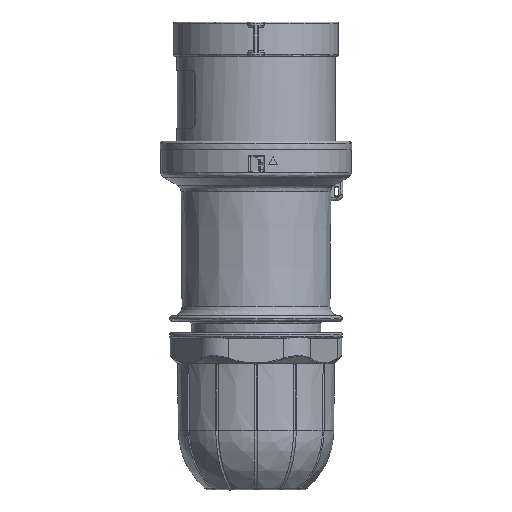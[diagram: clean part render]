
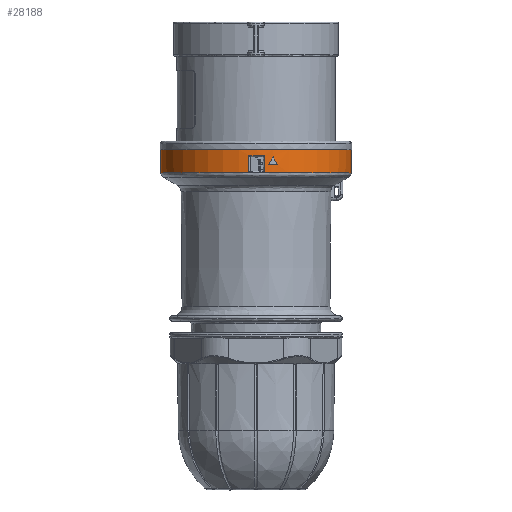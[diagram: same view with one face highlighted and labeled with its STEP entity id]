
A CAD part, front view. The second image highlights one B-rep face of the part: STEP entity #28188.
In plain terms, the highlighted conical face has half-angle 1 degrees and reference radius 36.5 mm.
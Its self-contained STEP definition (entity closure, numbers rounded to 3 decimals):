
#344 = ORIENTED_EDGE ( 'NONE', *, *, #111613, .T. ) ;
#3528 = CARTESIAN_POINT ( 'NONE',  ( 3.245, -36.201, -8.809 ) ) ;
#3612 = ORIENTED_EDGE ( 'NONE', *, *, #28779, .F. ) ;
#3631 = FACE_BOUND ( 'NONE', #88165, .T. ) ;
#3659 = CARTESIAN_POINT ( 'NONE',  ( 8.232, -35.456, -5.8 ) ) ;
#6774 = ORIENTED_EDGE ( 'NONE', *, *, #117260, .F. ) ;
#7226 = LINE ( 'NONE', #185424, #108265 ) ;
#8908 = CARTESIAN_POINT ( 'NONE',  ( 6.5, -35.867, -2.8 ) ) ;
#10142 =( BOUNDED_CURVE ( )  B_SPLINE_CURVE ( 3, ( #27993, #13498, #128986, #184927 ),
 .UNSPECIFIED., .F., .T. ) 
 B_SPLINE_CURVE_WITH_KNOTS ( ( 4, 4 ),
 ( 4.814, 4.862 ),
 .UNSPECIFIED. ) 
 CURVE ( )  GEOMETRIC_REPRESENTATION_ITEM ( )  RATIONAL_B_SPLINE_CURVE ( ( 1., 1., 1., 1. ) ) 
 REPRESENTATION_ITEM ( '' )  );
#13498 = CARTESIAN_POINT ( 'NONE',  ( 5.347, -36.026, -4.797 ) ) ;
#13637 = VERTEX_POINT ( 'NONE', #93956 ) ;
#14367 = CARTESIAN_POINT ( 'NONE',  ( 0., 0., -8.809 ) ) ;
#16120 = AXIS2_PLACEMENT_3D ( 'NONE', #14367, #143698, #141846 ) ;
#18494 = CARTESIAN_POINT ( 'NONE',  ( -2.738, -36.281, -6.642 ) ) ;
#23205 = AXIS2_PLACEMENT_3D ( 'NONE', #108381, #137282, #151751 ) ;
#23684 = LINE ( 'NONE', #164144, #171886 ) ;
#27993 = CARTESIAN_POINT ( 'NONE',  ( 4.768, -36.085, -5.8 ) ) ;
#28188 = ADVANCED_FACE ( 'NONE', ( #118191, #3631, #151964 ), #97742, .T. ) ;
#28779 = EDGE_CURVE ( 'NONE', #130564, #61740, #91022, .T. ) ;
#29398 = ORIENTED_EDGE ( 'NONE', *, *, #111055, .T. ) ;
#29751 = DIRECTION ( 'NONE',  ( 0., 0., -1. ) ) ;
#38469 = DIRECTION ( 'NONE',  ( -1., 0., 0. ) ) ;
#39454 = CARTESIAN_POINT ( 'NONE',  ( -2.738, -36.357, -2.309 ) ) ;
#42360 = CARTESIAN_POINT ( 'NONE',  ( 0., 0., 0. ) ) ;
#47412 = ORIENTED_EDGE ( 'NONE', *, *, #183221, .F. ) ;
#49449 = VERTEX_POINT ( 'NONE', #76155 ) ;
#52990 = CARTESIAN_POINT ( 'NONE',  ( 36.5, 0., 0. ) ) ;
#54749 = CARTESIAN_POINT ( 'NONE',  ( 3.245, -36.201, -8.809 ) ) ;
#55530 = DIRECTION ( 'NONE',  ( 0., 0., 1. ) ) ;
#58816 = EDGE_LOOP ( 'NONE', ( #6774, #47412, #129677, #3612 ) ) ;
#61077 = CARTESIAN_POINT ( 'NONE',  ( -2.738, -36.319, -4.475 ) ) ;
#61455 = EDGE_CURVE ( 'NONE', #70888, #184662, #180366, .T. ) ;
#61740 = VERTEX_POINT ( 'NONE', #39454 ) ;
#62324 = EDGE_CURVE ( 'NONE', #96132, #49449, #65519, .T. ) ;
#63575 = CARTESIAN_POINT ( 'NONE',  ( -2.738, -36.357, -2.309 ) ) ;
#65519 = CIRCLE ( 'NONE', #23205, 36.345 ) ;
#65785 = ORIENTED_EDGE ( 'NONE', *, *, #82635, .F. ) ;
#65813 = AXIS2_PLACEMENT_3D ( 'NONE', #42360, #55530, #101336 ) ;
#69741 = CARTESIAN_POINT ( 'NONE',  ( 3.245, -36.277, -4.475 ) ) ;
#70888 = VERTEX_POINT ( 'NONE', #122622 ) ;
#76052 = B_SPLINE_CURVE_WITH_KNOTS ( 'NONE', 3,
 ( #63575, #61077, #18494, #78009 ),
 .UNSPECIFIED., .F., .F.,
 ( 4, 4 ),
 ( 0., 1. ),
 .UNSPECIFIED. ) ;
#76155 = CARTESIAN_POINT ( 'NONE',  ( 36.345, 0., -8.869 ) ) ;
#77932 = ORIENTED_EDGE ( 'NONE', *, *, #167505, .T. ) ;
#78009 = CARTESIAN_POINT ( 'NONE',  ( -2.738, -36.243, -8.809 ) ) ;
#79937 = DIRECTION ( 'NONE',  ( 0.017, 0., 1. ) ) ;
#82635 = EDGE_CURVE ( 'NONE', #96132, #70888, #7226, .T. ) ;
#88165 = EDGE_LOOP ( 'NONE', ( #77932, #344, #139377 ) ) ;
#90282 = CARTESIAN_POINT ( 'NONE',  ( 0., 0., 0. ) ) ;
#90381 = DIRECTION ( 'NONE',  ( -0.017, 0., 1. ) ) ;
#91022 = CIRCLE ( 'NONE', #162147, 36.46 ) ;
#92787 = DIRECTION ( 'NONE',  ( 0., 0., 1. ) ) ;
#93956 = CARTESIAN_POINT ( 'NONE',  ( 6.5, -35.867, -2.8 ) ) ;
#96127 = CARTESIAN_POINT ( 'NONE',  ( 3.244, -36.315, -2.309 ) ) ;
#96132 = VERTEX_POINT ( 'NONE', #182453 ) ;
#97742 = CONICAL_SURFACE ( 'NONE', #65813, 36.5, 0.017 ) ;
#97800 = EDGE_CURVE ( 'NONE', #175457, #143070, #140055, .T. ) ;
#101336 = DIRECTION ( 'NONE',  ( 1., 0., 0. ) ) ;
#104477 = EDGE_CURVE ( 'NONE', #61740, #140524, #76052, .T. ) ;
#108265 = VECTOR ( 'NONE', #90381, 1000. ) ;
#108381 = CARTESIAN_POINT ( 'NONE',  ( 0., 0., -8.869 ) ) ;
#109962 = VERTEX_POINT ( 'NONE', #3528 ) ;
#111055 = EDGE_CURVE ( 'NONE', #49449, #184662, #23684, .T. ) ;
#111613 = EDGE_CURVE ( 'NONE', #13637, #175457, #123470, .T. ) ;
#117260 = EDGE_CURVE ( 'NONE', #109962, #130564, #152922, .T. ) ;
#118191 = FACE_OUTER_BOUND ( 'NONE', #130380, .T. ) ;
#119890 = DIRECTION ( 'NONE',  ( 1., 0., 0. ) ) ;
#121492 = CIRCLE ( 'NONE', #16120, 36.346 ) ;
#122622 = CARTESIAN_POINT ( 'NONE',  ( -36.5, 0., 0. ) ) ;
#123470 =( BOUNDED_CURVE ( )  B_SPLINE_CURVE ( 3, ( #8908, #167099, #126258, #126884 ),
 .UNSPECIFIED., .F., .F. ) 
 B_SPLINE_CURVE_WITH_KNOTS ( ( 4, 4 ),
 ( 1.78, 1.828 ),
 .UNSPECIFIED. ) 
 CURVE ( )  GEOMETRIC_REPRESENTATION_ITEM ( )  RATIONAL_B_SPLINE_CURVE ( ( 1., 1., 1., 1. ) ) 
 REPRESENTATION_ITEM ( '' )  );
#124484 = CARTESIAN_POINT ( 'NONE',  ( 0., 0., -2.309 ) ) ;
#126258 = CARTESIAN_POINT ( 'NONE',  ( 7.658, -35.607, -4.806 ) ) ;
#126884 = CARTESIAN_POINT ( 'NONE',  ( 8.232, -35.456, -5.8 ) ) ;
#128986 = CARTESIAN_POINT ( 'NONE',  ( 5.924, -35.954, -3.797 ) ) ;
#129457 = CARTESIAN_POINT ( 'NONE',  ( 3.245, -36.239, -6.642 ) ) ;
#129677 = ORIENTED_EDGE ( 'NONE', *, *, #104477, .F. ) ;
#130380 = EDGE_LOOP ( 'NONE', ( #65785, #154684, #29398, #135322 ) ) ;
#130564 = VERTEX_POINT ( 'NONE', #96127 ) ;
#135322 = ORIENTED_EDGE ( 'NONE', *, *, #61455, .F. ) ;
#136213 = AXIS2_PLACEMENT_3D ( 'NONE', #90282, #92787, #119890 ) ;
#137282 = DIRECTION ( 'NONE',  ( 0., 0., 1. ) ) ;
#137416 = CARTESIAN_POINT ( 'NONE',  ( 4.768, -36.085, -5.8 ) ) ;
#138905 = AXIS2_PLACEMENT_3D ( 'NONE', #174688, #29751, #158418 ) ;
#139377 = ORIENTED_EDGE ( 'NONE', *, *, #97800, .T. ) ;
#140055 = CIRCLE ( 'NONE', #138905, 36.399 ) ;
#140524 = VERTEX_POINT ( 'NONE', #142169 ) ;
#140850 = CARTESIAN_POINT ( 'NONE',  ( 3.244, -36.315, -2.309 ) ) ;
#141846 = DIRECTION ( 'NONE',  ( -1., 0., 0. ) ) ;
#142169 = CARTESIAN_POINT ( 'NONE',  ( -2.738, -36.243, -8.809 ) ) ;
#143070 = VERTEX_POINT ( 'NONE', #137416 ) ;
#143698 = DIRECTION ( 'NONE',  ( 0., 0., 1. ) ) ;
#151751 = DIRECTION ( 'NONE',  ( 1., 0., 0. ) ) ;
#151964 = FACE_BOUND ( 'NONE', #58816, .T. ) ;
#152922 = B_SPLINE_CURVE_WITH_KNOTS ( 'NONE', 3,
 ( #54749, #129457, #69741, #140850 ),
 .UNSPECIFIED., .F., .F.,
 ( 4, 4 ),
 ( 0., 1. ),
 .UNSPECIFIED. ) ;
#154684 = ORIENTED_EDGE ( 'NONE', *, *, #62324, .T. ) ;
#158418 = DIRECTION ( 'NONE',  ( 1., 0., 0. ) ) ;
#162147 = AXIS2_PLACEMENT_3D ( 'NONE', #124484, #179764, #38469 ) ;
#164144 = CARTESIAN_POINT ( 'NONE',  ( 36.5, 0., 0. ) ) ;
#167099 = CARTESIAN_POINT ( 'NONE',  ( 7.081, -35.744, -3.806 ) ) ;
#167505 = EDGE_CURVE ( 'NONE', #143070, #13637, #10142, .T. ) ;
#171886 = VECTOR ( 'NONE', #79937, 1000. ) ;
#174688 = CARTESIAN_POINT ( 'NONE',  ( 0., 0., -5.8 ) ) ;
#175457 = VERTEX_POINT ( 'NONE', #3659 ) ;
#179764 = DIRECTION ( 'NONE',  ( 0., 0., -1. ) ) ;
#180366 = CIRCLE ( 'NONE', #136213, 36.5 ) ;
#182453 = CARTESIAN_POINT ( 'NONE',  ( -36.345, 0., -8.869 ) ) ;
#183221 = EDGE_CURVE ( 'NONE', #140524, #109962, #121492, .T. ) ;
#184662 = VERTEX_POINT ( 'NONE', #52990 ) ;
#184927 = CARTESIAN_POINT ( 'NONE',  ( 6.5, -35.867, -2.8 ) ) ;
#185424 = CARTESIAN_POINT ( 'NONE',  ( -36.5, 0., 0. ) ) ;
